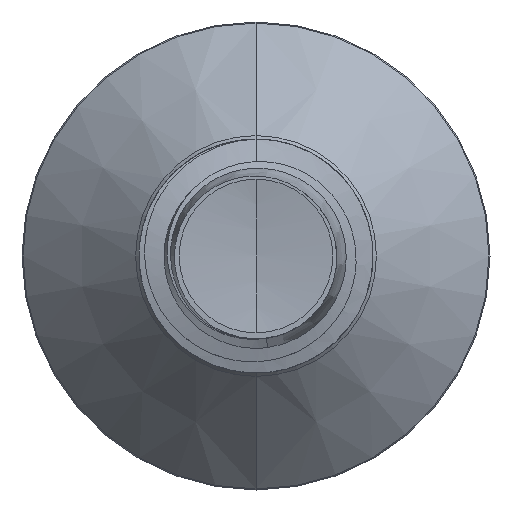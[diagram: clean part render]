
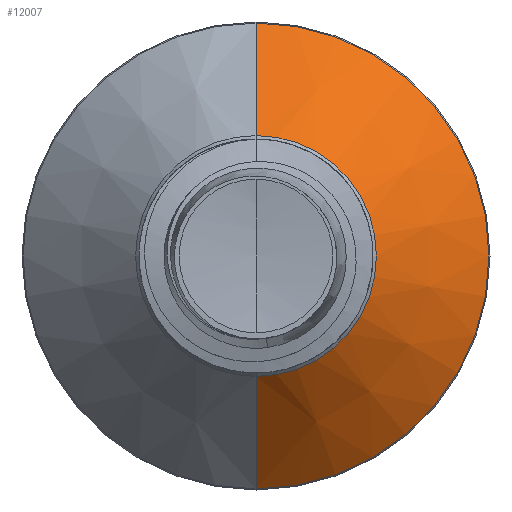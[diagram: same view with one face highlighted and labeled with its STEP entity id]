
A CAD part, front view. The second image highlights one B-rep face of the part: STEP entity #12007.
In plain terms, the highlighted conical face has half-angle 45 degrees and reference radius 3.088 mm.
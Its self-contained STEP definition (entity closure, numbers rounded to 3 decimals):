
#956 = CARTESIAN_POINT ( 'NONE',  ( 0., 11.239, 0. ) ) ;
#1568 = EDGE_LOOP ( 'NONE', ( #23380, #22784, #17750, #17139 ) ) ;
#2383 = CIRCLE ( 'NONE', #13197, 3.089 ) ;
#2881 = DIRECTION ( 'NONE',  ( 0., 0., 1. ) ) ;
#3981 = CARTESIAN_POINT ( 'NONE',  ( 0., 11.239, -3.089 ) ) ;
#4375 = CIRCLE ( 'NONE', #11962, 5.974 ) ;
#4540 = EDGE_CURVE ( 'NONE', #4742, #16632, #2383, .T. ) ;
#4578 = EDGE_CURVE ( 'NONE', #4742, #7129, #6936, .T. ) ;
#4742 = VERTEX_POINT ( 'NONE', #23856 ) ;
#4828 = CARTESIAN_POINT ( 'NONE',  ( 0., 11.239, 3.089 ) ) ;
#5271 = VECTOR ( 'NONE', #20738, 1000. ) ;
#6334 = CARTESIAN_POINT ( 'NONE',  ( 0., 14.124, 5.974 ) ) ;
#6770 = DIRECTION ( 'NONE',  ( 0., 0.707, 0.707 ) ) ;
#6936 = LINE ( 'NONE', #4828, #16358 ) ;
#7129 = VERTEX_POINT ( 'NONE', #6334 ) ;
#7372 = CARTESIAN_POINT ( 'NONE',  ( 0., 11.239, -3.089 ) ) ;
#8647 = CONICAL_SURFACE ( 'NONE', #24628, 3.089, 0.785 ) ;
#9016 = DIRECTION ( 'NONE',  ( 0., 1., 0. ) ) ;
#10919 = DIRECTION ( 'NONE',  ( 0., 0., 1. ) ) ;
#11204 = CARTESIAN_POINT ( 'NONE',  ( 0., 14.124, 0. ) ) ;
#11962 = AXIS2_PLACEMENT_3D ( 'NONE', #11204, #24402, #13097 ) ;
#12007 = ADVANCED_FACE ( 'NONE', ( #14234 ), #8647, .T. ) ;
#13097 = DIRECTION ( 'NONE',  ( 0., 0., 1. ) ) ;
#13197 = AXIS2_PLACEMENT_3D ( 'NONE', #956, #14268, #2881 ) ;
#14234 = FACE_OUTER_BOUND ( 'NONE', #1568, .T. ) ;
#14268 = DIRECTION ( 'NONE',  ( 0., 1., 0. ) ) ;
#16358 = VECTOR ( 'NONE', #6770, 1000. ) ;
#16632 = VERTEX_POINT ( 'NONE', #3981 ) ;
#17139 = ORIENTED_EDGE ( 'NONE', *, *, #4578, .F. ) ;
#17750 = ORIENTED_EDGE ( 'NONE', *, *, #18528, .F. ) ;
#18528 = EDGE_CURVE ( 'NONE', #7129, #20393, #4375, .T. ) ;
#20393 = VERTEX_POINT ( 'NONE', #20666 ) ;
#20666 = CARTESIAN_POINT ( 'NONE',  ( 0., 14.124, -5.974 ) ) ;
#20738 = DIRECTION ( 'NONE',  ( 0., 0.707, -0.707 ) ) ;
#22215 = CARTESIAN_POINT ( 'NONE',  ( 0., 11.239, 0. ) ) ;
#22502 = EDGE_CURVE ( 'NONE', #16632, #20393, #24204, .T. ) ;
#22784 = ORIENTED_EDGE ( 'NONE', *, *, #22502, .T. ) ;
#23380 = ORIENTED_EDGE ( 'NONE', *, *, #4540, .T. ) ;
#23856 = CARTESIAN_POINT ( 'NONE',  ( 0., 11.239, 3.089 ) ) ;
#24204 = LINE ( 'NONE', #7372, #5271 ) ;
#24402 = DIRECTION ( 'NONE',  ( 0., 1., 0. ) ) ;
#24628 = AXIS2_PLACEMENT_3D ( 'NONE', #22215, #9016, #10919 ) ;
